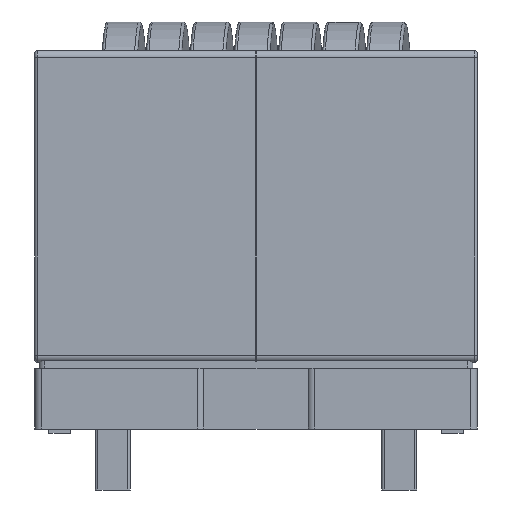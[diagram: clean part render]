
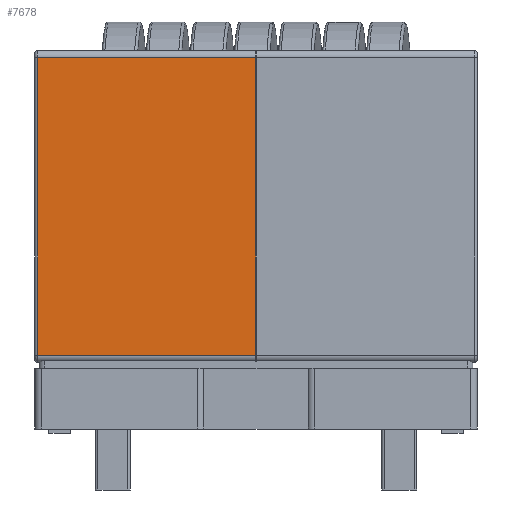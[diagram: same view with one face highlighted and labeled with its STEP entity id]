
A CAD part, left-side view. The second image highlights one B-rep face of the part: STEP entity #7678.
In plain terms, the highlighted face is planar.
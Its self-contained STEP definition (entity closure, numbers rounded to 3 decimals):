
#1672=ORIENTED_EDGE('',*,*,#3664,.T.);
#1673=ORIENTED_EDGE('',*,*,#3665,.T.);
#1674=ORIENTED_EDGE('',*,*,#3666,.T.);
#1675=ORIENTED_EDGE('',*,*,#3653,.F.);
#3653=EDGE_CURVE('',#4681,#4682,#5435,.T.);
#3664=EDGE_CURVE('',#4681,#4689,#5439,.F.);
#3665=EDGE_CURVE('',#4689,#4690,#5440,.T.);
#3666=EDGE_CURVE('',#4690,#4682,#5441,.T.);
#4681=VERTEX_POINT('',#18501);
#4682=VERTEX_POINT('',#18503);
#4689=VERTEX_POINT('',#18523);
#4690=VERTEX_POINT('',#18525);
#5435=LINE('',#18502,#5970);
#5439=LINE('',#18522,#5974);
#5440=LINE('',#18524,#5975);
#5441=LINE('',#18526,#5976);
#5970=VECTOR('',#11002,1000.);
#5974=VECTOR('',#11024,1000.);
#5975=VECTOR('',#11025,1000.);
#5976=VECTOR('',#11026,1000.);
#6427=EDGE_LOOP('',(#1672,#1673,#1674,#1675));
#6932=FACE_BOUND('',#6427,.T.);
#7397=PLANE('',#10212);
#7678=ADVANCED_FACE('',(#6932),#7397,.T.);
#10212=AXIS2_PLACEMENT_3D('',#18521,#11022,#11023);
#11002=DIRECTION('',(0.,-1.,0.));
#11022=DIRECTION('',(1.,0.,0.));
#11023=DIRECTION('',(0.,1.,0.));
#11024=DIRECTION('',(0.,0.,-1.));
#11025=DIRECTION('',(0.,-1.,0.));
#11026=DIRECTION('',(0.,0.,-1.));
#18501=CARTESIAN_POINT('',(16.,10.5,-7.8));
#18502=CARTESIAN_POINT('',(16.,11.,-7.8));
#18503=CARTESIAN_POINT('',(16.,-10.5,-7.8));
#18521=CARTESIAN_POINT('',(16.,11.,7.8));
#18522=CARTESIAN_POINT('',(16.,10.5,7.8));
#18523=CARTESIAN_POINT('',(16.,10.5,7.6));
#18524=CARTESIAN_POINT('',(16.,-10.5,7.6));
#18525=CARTESIAN_POINT('',(16.,-10.5,7.6));
#18526=CARTESIAN_POINT('',(16.,-10.5,7.8));
